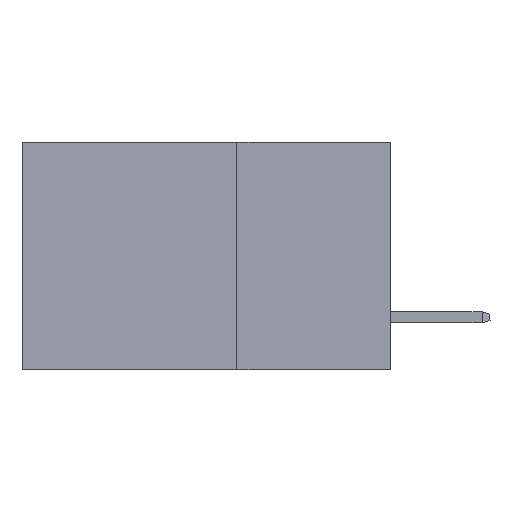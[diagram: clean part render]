
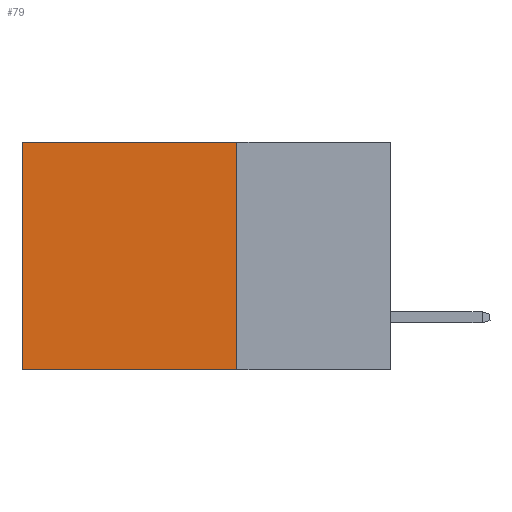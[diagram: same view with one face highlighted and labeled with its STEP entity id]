
A CAD part, left-side view. The second image highlights one B-rep face of the part: STEP entity #79.
In plain terms, the highlighted planar face has unit normal (-1, 0, 0).
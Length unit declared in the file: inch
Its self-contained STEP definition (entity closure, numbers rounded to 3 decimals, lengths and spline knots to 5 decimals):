
#63 = LINE ( 'NONE', #13570, #11333 ) ;
#79 = ADVANCED_FACE ( 'NONE', ( #9255 ), #675, .F. ) ;
#153 = CARTESIAN_POINT ( 'NONE',  ( 0.2875, 0.25, -0.37 ) ) ;
#471 = DIRECTION ( 'NONE',  ( 1., 0., 0. ) ) ;
#675 = PLANE ( 'NONE',  #14887 ) ;
#926 = CARTESIAN_POINT ( 'NONE',  ( 0.2875, 0.6, 0. ) ) ;
#1748 = VECTOR ( 'NONE', #8633, 39.37008 ) ;
#3828 = EDGE_CURVE ( 'NONE', #8189, #17702, #63, .T. ) ;
#4281 = ORIENTED_EDGE ( 'NONE', *, *, #8363, .F. ) ;
#5267 = EDGE_LOOP ( 'NONE', ( #13317, #4281, #18002, #8058 ) ) ;
#5761 = CARTESIAN_POINT ( 'NONE',  ( 0.2875, 0.25, 0. ) ) ;
#6865 = CARTESIAN_POINT ( 'NONE',  ( 0.2875, 0.25, 0. ) ) ;
#7185 = CARTESIAN_POINT ( 'NONE',  ( 0.2875, 0.6, 0. ) ) ;
#7221 = VERTEX_POINT ( 'NONE', #9086 ) ;
#7540 = EDGE_CURVE ( 'NONE', #8189, #12361, #7854, .T. ) ;
#7854 = LINE ( 'NONE', #8351, #15394 ) ;
#8058 = ORIENTED_EDGE ( 'NONE', *, *, #7540, .T. ) ;
#8189 = VERTEX_POINT ( 'NONE', #6865 ) ;
#8351 = CARTESIAN_POINT ( 'NONE',  ( 0.2875, 0.25, 0. ) ) ;
#8363 = EDGE_CURVE ( 'NONE', #17702, #7221, #17104, .T. ) ;
#8633 = DIRECTION ( 'NONE',  ( 0., 0., -1. ) ) ;
#9086 = CARTESIAN_POINT ( 'NONE',  ( 0.2875, 0.6, -0.37 ) ) ;
#9255 = FACE_OUTER_BOUND ( 'NONE', #5267, .T. ) ;
#10042 = CARTESIAN_POINT ( 'NONE',  ( 0.2875, 0.25, -0.37 ) ) ;
#11333 = VECTOR ( 'NONE', #13665, 39.37008 ) ;
#12361 = VERTEX_POINT ( 'NONE', #926 ) ;
#13096 = EDGE_CURVE ( 'NONE', #12361, #7221, #17096, .T. ) ;
#13317 = ORIENTED_EDGE ( 'NONE', *, *, #13096, .T. ) ;
#13570 = CARTESIAN_POINT ( 'NONE',  ( 0.2875, 0.25, 0. ) ) ;
#13665 = DIRECTION ( 'NONE',  ( 0., 0., -1. ) ) ;
#14312 = DIRECTION ( 'NONE',  ( 0., 1., 0. ) ) ;
#14887 = AXIS2_PLACEMENT_3D ( 'NONE', #5761, #471, #18550 ) ;
#15394 = VECTOR ( 'NONE', #18222, 39.37008 ) ;
#16226 = VECTOR ( 'NONE', #14312, 39.37008 ) ;
#17096 = LINE ( 'NONE', #7185, #1748 ) ;
#17104 = LINE ( 'NONE', #10042, #16226 ) ;
#17702 = VERTEX_POINT ( 'NONE', #153 ) ;
#18002 = ORIENTED_EDGE ( 'NONE', *, *, #3828, .F. ) ;
#18222 = DIRECTION ( 'NONE',  ( 0., 1., 0. ) ) ;
#18550 = DIRECTION ( 'NONE',  ( 0., 0., -1. ) ) ;
